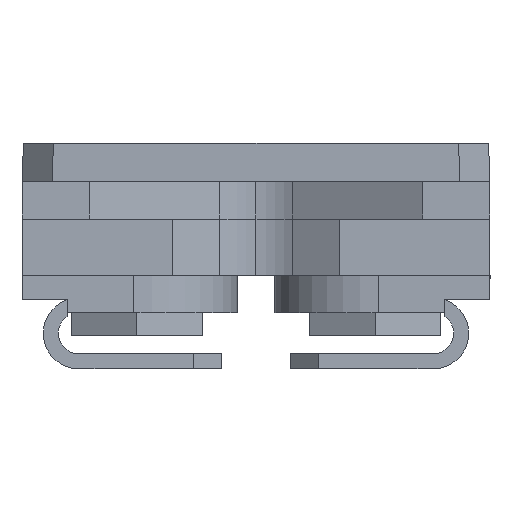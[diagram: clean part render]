
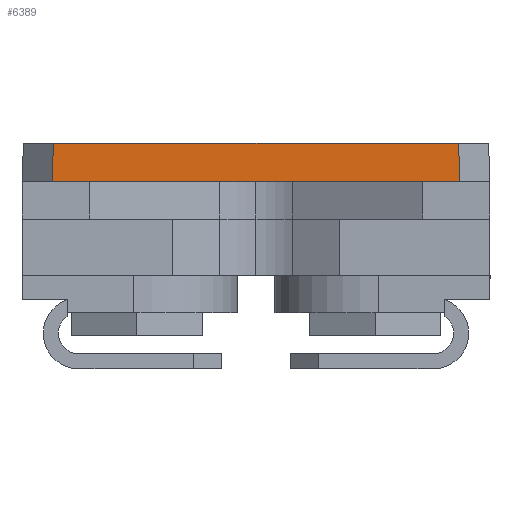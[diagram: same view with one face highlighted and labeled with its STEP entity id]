
A CAD part, left-side view. The second image highlights one B-rep face of the part: STEP entity #6389.
In plain terms, the highlighted planar face has unit normal (-1, 0, 0).
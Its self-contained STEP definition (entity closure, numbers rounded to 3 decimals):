
#6066=CARTESIAN_POINT('',(-19.1,-10.878,9.99));
#6067=VERTEX_POINT('',#6066);
#6084=CARTESIAN_POINT('',(-19.1,-10.799,12.04));
#6085=VERTEX_POINT('',#6084);
#6092=CARTESIAN_POINT('',(-19.1,-10.799,12.04));
#6093=DIRECTION('',(0.,-0.038,-0.999));
#6094=VECTOR('',#6093,2.052);
#6095=LINE('',#6092,#6094);
#6096=EDGE_CURVE('',#6085,#6067,#6095,.T.);
#6107=CARTESIAN_POINT('',(-19.1,10.878,9.99));
#6108=VERTEX_POINT('',#6107);
#6109=CARTESIAN_POINT('',(-19.1,-10.878,9.99));
#6110=DIRECTION('',(0.0,1.0,0.0));
#6111=VECTOR('',#6110,21.755);
#6112=LINE('',#6109,#6111);
#6113=EDGE_CURVE('',#6067,#6108,#6112,.T.);
#6366=CARTESIAN_POINT('',(-19.1,0.,11.012));
#6367=DIRECTION('',(1.0,0.0,0.0));
#6368=DIRECTION('',(0.0,0.0,1.0));
#6369=AXIS2_PLACEMENT_3D('',#6366,#6367,#6368);
#6370=PLANE('',#6369);
#6371=ORIENTED_EDGE('',*,*,#6096,.F.);
#6372=CARTESIAN_POINT('',(-19.1,10.799,12.04));
#6373=VERTEX_POINT('',#6372);
#6374=CARTESIAN_POINT('',(-19.1,10.799,12.04));
#6375=DIRECTION('',(0.0,-1.0,0.0));
#6376=VECTOR('',#6375,21.598);
#6377=LINE('',#6374,#6376);
#6378=EDGE_CURVE('',#6373,#6085,#6377,.T.);
#6379=ORIENTED_EDGE('',*,*,#6378,.F.);
#6380=CARTESIAN_POINT('',(-19.1,10.878,9.99));
#6381=DIRECTION('',(0.,-0.038,0.999));
#6382=VECTOR('',#6381,2.052);
#6383=LINE('',#6380,#6382);
#6384=EDGE_CURVE('',#6108,#6373,#6383,.T.);
#6385=ORIENTED_EDGE('',*,*,#6384,.F.);
#6386=ORIENTED_EDGE('',*,*,#6113,.F.);
#6387=EDGE_LOOP('',(#6371,#6379,#6385,#6386));
#6388=FACE_OUTER_BOUND('',#6387,.T.);
#6389=ADVANCED_FACE('',(#6388),#6370,.F.);
